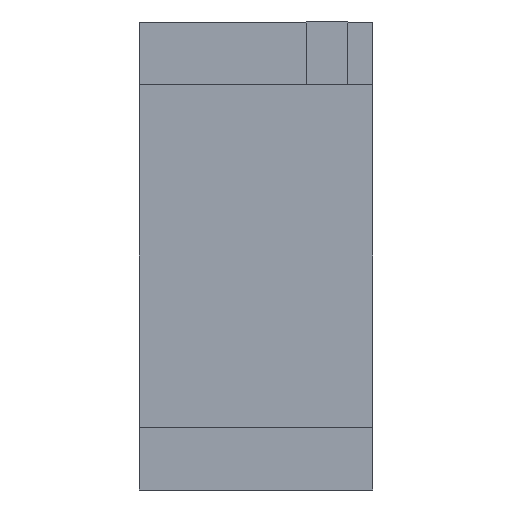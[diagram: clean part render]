
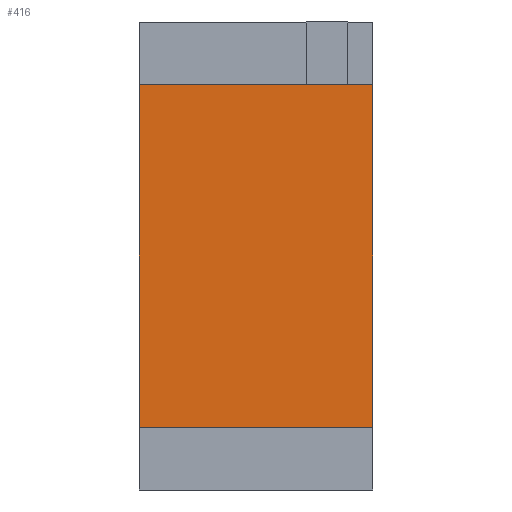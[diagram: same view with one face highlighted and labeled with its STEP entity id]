
A CAD part, front view. The second image highlights one B-rep face of the part: STEP entity #416.
In plain terms, the highlighted planar face has unit normal (0, -1, 0).
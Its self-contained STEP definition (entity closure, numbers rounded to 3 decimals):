
#34=PLANE('',#466);
#58=FACE_OUTER_BOUND('',#84,.T.);
#84=EDGE_LOOP('',(#382,#383,#384,#385));
#111=LINE('',#665,#155);
#124=LINE('',#690,#168);
#129=LINE('',#698,#173);
#130=LINE('',#700,#174);
#155=VECTOR('',#547,10.);
#168=VECTOR('',#568,10.);
#173=VECTOR('',#577,10.);
#174=VECTOR('',#580,10.);
#212=VERTEX_POINT('',#662);
#213=VERTEX_POINT('',#664);
#221=VERTEX_POINT('',#689);
#222=VERTEX_POINT('',#696);
#259=EDGE_CURVE('',#212,#213,#111,.T.);
#272=EDGE_CURVE('',#221,#213,#124,.T.);
#277=EDGE_CURVE('',#222,#212,#129,.T.);
#278=EDGE_CURVE('',#222,#221,#130,.T.);
#382=ORIENTED_EDGE('',*,*,#277,.F.);
#383=ORIENTED_EDGE('',*,*,#278,.T.);
#384=ORIENTED_EDGE('',*,*,#272,.T.);
#385=ORIENTED_EDGE('',*,*,#259,.F.);
#416=ADVANCED_FACE('',(#58),#34,.F.);
#466=AXIS2_PLACEMENT_3D('',#701,#581,#582);
#547=DIRECTION('',(1.,0.,0.));
#568=DIRECTION('',(0.,0.,1.));
#577=DIRECTION('',(0.,0.,1.));
#580=DIRECTION('',(1.,0.,0.));
#581=DIRECTION('center_axis',(0.,1.,0.));
#582=DIRECTION('ref_axis',(0.,0.,1.));
#662=CARTESIAN_POINT('',(0.,10.5,20.5));
#664=CARTESIAN_POINT('',(28.,10.5,20.5));
#665=CARTESIAN_POINT('',(0.,10.5,20.5));
#689=CARTESIAN_POINT('',(28.,10.5,-20.5));
#690=CARTESIAN_POINT('',(28.,10.5,20.5));
#696=CARTESIAN_POINT('',(0.,10.5,-20.5));
#698=CARTESIAN_POINT('',(0.,10.5,20.5));
#700=CARTESIAN_POINT('',(0.,10.5,-20.5));
#701=CARTESIAN_POINT('Origin',(0.,10.5,-20.5));
